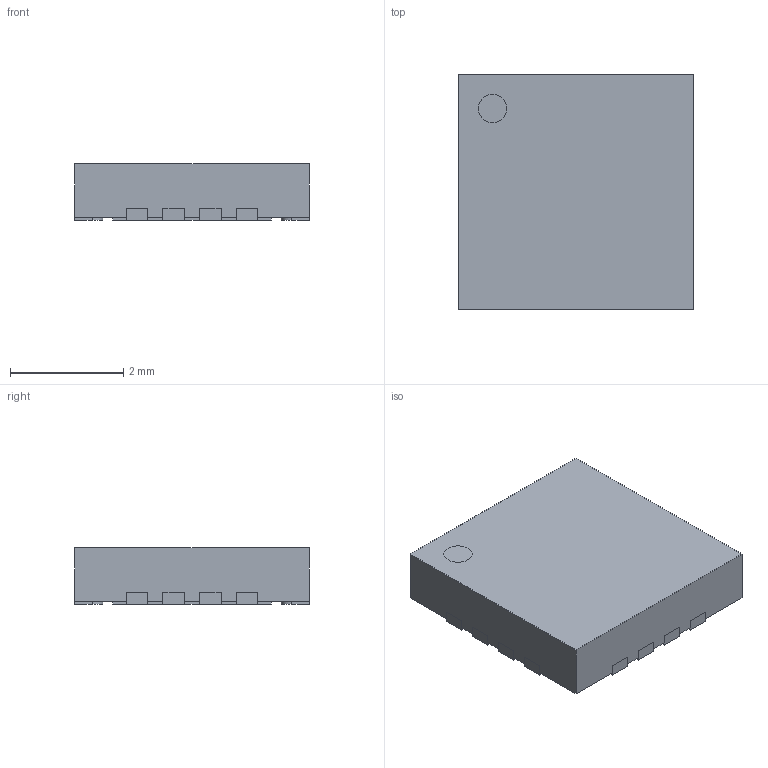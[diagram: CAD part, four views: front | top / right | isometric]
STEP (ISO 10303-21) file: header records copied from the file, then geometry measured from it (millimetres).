
FILE_DESCRIPTION((''),'2;1');
FILE_NAME('QFN65P400X400X100-17N-S280.stp','2009-12-07T15:43:26',(''),(''),'Mechanical Desktop 2006','Mechanical Desktop 2006',', , ');
FILE_SCHEMA(('AUTOMOTIVE_DESIGN { 1 2 10303 214 0 1 1 1 }'));
Length unit declared in the file: millimetre
Products named in the file (1): Product
Bounding box: 4.15 x 4.15 x 1 mm (x, y, z)
Volume: 17.3 mm3; surface area: 87.9 mm2
Topology: 31 solids, 31 shells, 295 faces, 696 edges, 464 vertices
Faces by surface type: plane 203, cylinder 92
Entity records: 8503 total; most frequent: DIRECTION 1472, CARTESIAN_POINT 1456, ORIENTED_EDGE 1392, EDGE_CURVE 696, VECTOR 512, LINE 512, AXIS2_PLACEMENT_3D 480, VERTEX_POINT 464
